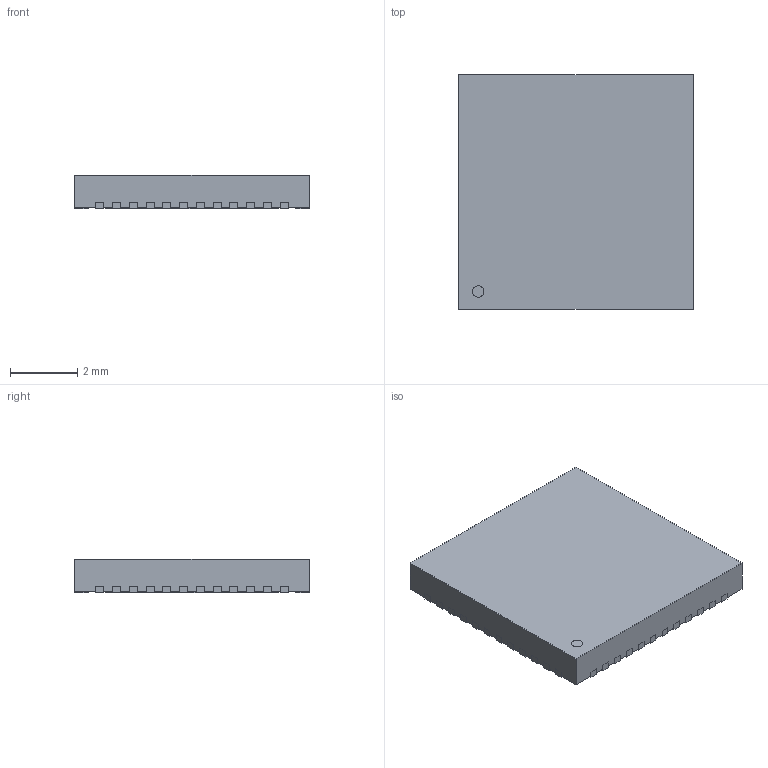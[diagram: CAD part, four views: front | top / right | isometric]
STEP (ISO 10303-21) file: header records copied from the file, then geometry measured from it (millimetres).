
FILE_DESCRIPTION(('FreeCAD Model'),'2;1');
FILE_NAME( 'QFN50P700X700X100-49.step', '2021-05-17T19:56:21',('kicad StepUp'),('ksu MCAD'), 'Open CASCADE STEP processor 7.2','FreeCAD','Unknown');
FILE_SCHEMA(('AUTOMOTIVE_DESIGN { 1 0 10303 214 1 1 1 1 }'));
Length unit declared in the file: millimetre
Products named in the file (1): QFN50P700X700X100-49
Bounding box: 7 x 7 x 1 mm (x, y, z)
Volume: 48.1 mm3; surface area: 210 mm2
Topology: 51 solids, 51 shells, 530 faces, 1278 edges, 852 vertices
Faces by surface type: plane 406, cylinder 124
Entity records: 18974 total; most frequent: CARTESIAN_POINT 2661, DIRECTION 2588, ORIENTED_EDGE 2556, EDGE_CURVE 1278, LINE 1030, VECTOR 1030, VERTEX_POINT 852, AXIS2_PLACEMENT_3D 779
